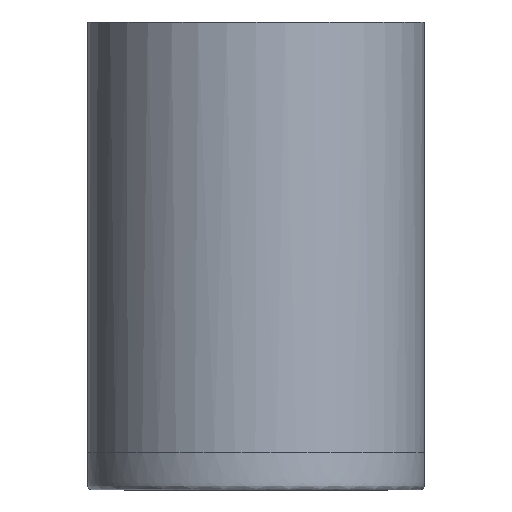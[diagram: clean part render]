
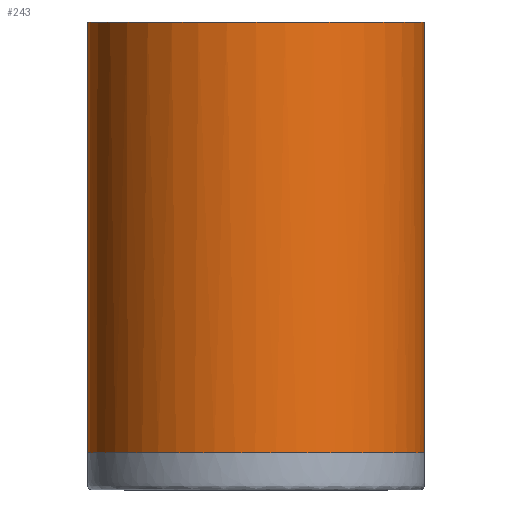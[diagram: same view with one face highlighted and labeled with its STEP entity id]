
A CAD part, front view. The second image highlights one B-rep face of the part: STEP entity #243.
In plain terms, the highlighted cylindrical face has radius 9 mm (diameter 18 mm), a partial arc.
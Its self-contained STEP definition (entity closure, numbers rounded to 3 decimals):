
#82 = CARTESIAN_POINT ( 'NONE',  ( 9., 0., 2. ) ) ;
#88 = CARTESIAN_POINT ( 'NONE',  ( -1.178, -9., 2. ) ) ;
#90 = CARTESIAN_POINT ( 'NONE',  ( -4.533, -7.864, 2. ) ) ;
#122 = VERTEX_POINT ( 'NONE', #82 ) ;
#124 = EDGE_CURVE ( 'NONE', #371, #455, #169, .T. ) ;
#137 = CARTESIAN_POINT ( 'NONE',  ( 7.197, -5.531, 2. ) ) ;
#140 = CARTESIAN_POINT ( 'NONE',  ( 9., -1.178, 2. ) ) ;
#169 = LINE ( 'NONE', #273, #533 ) ;
#180 = CARTESIAN_POINT ( 'NONE',  ( -8.766, -2.356, 2. ) ) ;
#187 = DIRECTION ( 'NONE',  ( 1., 0., 0. ) ) ;
#196 = CARTESIAN_POINT ( 'NONE',  ( -9., 0., 2. ) ) ;
#215 = CARTESIAN_POINT ( 'NONE',  ( 0., 0., 25. ) ) ;
#220 = EDGE_CURVE ( 'NONE', #371, #613, #385, .T. ) ;
#223 = CARTESIAN_POINT ( 'NONE',  ( 0., 0., 25. ) ) ;
#233 = CARTESIAN_POINT ( 'NONE',  ( -2.356, -8.766, 2. ) ) ;
#239 = ORIENTED_EDGE ( 'NONE', *, *, #349, .T. ) ;
#242 = DIRECTION ( 'NONE',  ( 0., 0., -1. ) ) ;
#243 = ADVANCED_FACE ( 'NONE', ( #446 ), #397, .T. ) ;
#267 = B_SPLINE_CURVE_WITH_KNOTS ( 'NONE', 3,
 ( #412, #529, #180, #468, #527, #562, #90, #233, #88, #568, #410, #283, #611, #137, #608, #417, #140, #327 ),
 .UNSPECIFIED., .F., .F.,
 ( 4, 2, 2, 2, 2, 2, 2, 2, 4 ),
 ( 0.5, 0.563, 0.625, 0.687, 0.75, 0.812, 0.875, 0.938, 1. ),
 .UNSPECIFIED. ) ;
#273 = CARTESIAN_POINT ( 'NONE',  ( -9., 0., 25. ) ) ;
#275 = CARTESIAN_POINT ( 'NONE',  ( -9., 0., 25. ) ) ;
#283 = CARTESIAN_POINT ( 'NONE',  ( 4.533, -7.864, 2. ) ) ;
#327 = CARTESIAN_POINT ( 'NONE',  ( 9., 0., 2. ) ) ;
#335 = AXIS2_PLACEMENT_3D ( 'NONE', #215, #360, #187 ) ;
#346 = VECTOR ( 'NONE', #242, 1000. ) ;
#349 = EDGE_CURVE ( 'NONE', #455, #122, #267, .T. ) ;
#360 = DIRECTION ( 'NONE',  ( 0., 0., 1. ) ) ;
#371 = VERTEX_POINT ( 'NONE', #275 ) ;
#385 = CIRCLE ( 'NONE', #335, 9. ) ;
#397 = CYLINDRICAL_SURFACE ( 'NONE', #400, 9. ) ;
#400 = AXIS2_PLACEMENT_3D ( 'NONE', #223, #604, #408 ) ;
#408 = DIRECTION ( 'NONE',  ( -1., 0., 0. ) ) ;
#409 = DIRECTION ( 'NONE',  ( 0., 0., -1. ) ) ;
#410 = CARTESIAN_POINT ( 'NONE',  ( 2.356, -8.766, 2. ) ) ;
#412 = CARTESIAN_POINT ( 'NONE',  ( -9., 0., 2. ) ) ;
#417 = CARTESIAN_POINT ( 'NONE',  ( 8.766, -2.356, 2. ) ) ;
#430 = EDGE_LOOP ( 'NONE', ( #607, #598, #457, #239 ) ) ;
#443 = CARTESIAN_POINT ( 'NONE',  ( 9., 0., 25. ) ) ;
#446 = FACE_OUTER_BOUND ( 'NONE', #430, .T. ) ;
#455 = VERTEX_POINT ( 'NONE', #196 ) ;
#457 = ORIENTED_EDGE ( 'NONE', *, *, #124, .T. ) ;
#468 = CARTESIAN_POINT ( 'NONE',  ( -7.864, -4.533, 2. ) ) ;
#473 = EDGE_CURVE ( 'NONE', #613, #122, #591, .T. ) ;
#527 = CARTESIAN_POINT ( 'NONE',  ( -7.197, -5.531, 2. ) ) ;
#529 = CARTESIAN_POINT ( 'NONE',  ( -9., -1.178, 2. ) ) ;
#531 = CARTESIAN_POINT ( 'NONE',  ( 9., 0., 25. ) ) ;
#533 = VECTOR ( 'NONE', #409, 1000. ) ;
#562 = CARTESIAN_POINT ( 'NONE',  ( -5.531, -7.197, 2. ) ) ;
#568 = CARTESIAN_POINT ( 'NONE',  ( 1.178, -9., 2. ) ) ;
#591 = LINE ( 'NONE', #531, #346 ) ;
#598 = ORIENTED_EDGE ( 'NONE', *, *, #220, .F. ) ;
#604 = DIRECTION ( 'NONE',  ( 0., 0., -1. ) ) ;
#607 = ORIENTED_EDGE ( 'NONE', *, *, #473, .F. ) ;
#608 = CARTESIAN_POINT ( 'NONE',  ( 7.864, -4.533, 2. ) ) ;
#611 = CARTESIAN_POINT ( 'NONE',  ( 5.531, -7.197, 2. ) ) ;
#613 = VERTEX_POINT ( 'NONE', #443 ) ;
